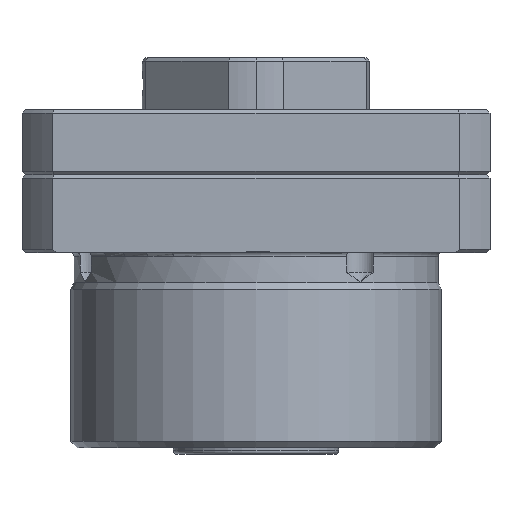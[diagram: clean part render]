
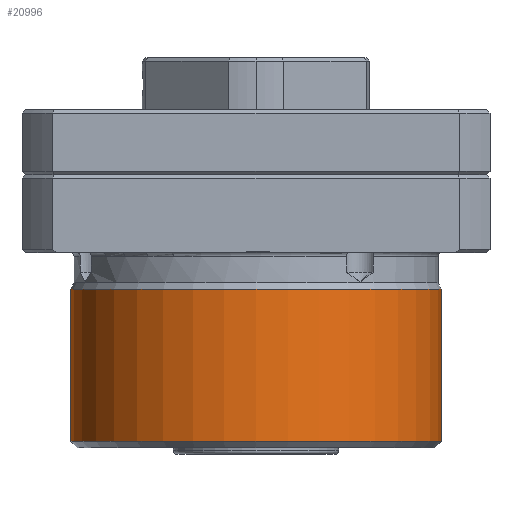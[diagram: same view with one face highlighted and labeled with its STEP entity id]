
A CAD part, front view. The second image highlights one B-rep face of the part: STEP entity #20996.
In plain terms, the highlighted cylindrical face has radius 28.5 mm (diameter 57 mm), a partial arc.
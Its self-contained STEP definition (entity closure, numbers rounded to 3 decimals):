
#13085 = CARTESIAN_POINT ( 'NONE',  ( 28.5, 0., -17.6 ) ) ;
#13132 = CARTESIAN_POINT ( 'NONE',  ( -28.5, 0., -17.6 ) ) ;
#13133 = DIRECTION ( 'NONE',  ( 0., 0., 1. ) ) ;
#13134 = VECTOR ( 'NONE', #13133, 1000. ) ;
#13135 = CARTESIAN_POINT ( 'NONE',  ( -28.5, 0., 29.63 ) ) ;
#13136 = LINE ( 'NONE', #13135, #13134 ) ;
#13294 = DIRECTION ( 'NONE',  ( 0., 0., 1. ) ) ;
#13295 = VECTOR ( 'NONE', #13294, 1000. ) ;
#13296 = CARTESIAN_POINT ( 'NONE',  ( 28.5, 0., 29.63 ) ) ;
#13297 = LINE ( 'NONE', #13296, #13295 ) ;
#13368 = CARTESIAN_POINT ( 'NONE',  ( 28.5, 0., -41. ) ) ;
#13374 = CARTESIAN_POINT ( 'NONE',  ( -28.5, 0., -41. ) ) ;
#14256 = DIRECTION ( 'NONE',  ( 1., 0., 0. ) ) ;
#14257 = DIRECTION ( 'NONE',  ( 0., 0., 1. ) ) ;
#14258 = CARTESIAN_POINT ( 'NONE',  ( 0., 0., -17.6 ) ) ;
#14259 = AXIS2_PLACEMENT_3D ( 'NONE', #14258, #14257, #14256 ) ;
#14260 = CIRCLE ( 'NONE', #14259, 28.5 ) ;
#14438 = DIRECTION ( 'NONE',  ( -1., 0., 0. ) ) ;
#14439 = DIRECTION ( 'NONE',  ( 0., 0., 1. ) ) ;
#14440 = CARTESIAN_POINT ( 'NONE',  ( 0., 0., -41. ) ) ;
#14441 = AXIS2_PLACEMENT_3D ( 'NONE', #14440, #14439, #14438 ) ;
#14442 = DIRECTION ( 'NONE',  ( 1., 0., 0. ) ) ;
#14443 = DIRECTION ( 'NONE',  ( 0., 0., 1. ) ) ;
#14444 = CARTESIAN_POINT ( 'NONE',  ( 0., 0., 29.63 ) ) ;
#14445 = AXIS2_PLACEMENT_3D ( 'NONE', #14444, #14443, #14442 ) ;
#14446 = CIRCLE ( 'NONE', #14441, 28.5 ) ;
#14447 = CYLINDRICAL_SURFACE ( 'NONE', #14445, 28.5 ) ;
#14448 = FACE_OUTER_BOUND ( 'NONE', #20997, .T. ) ;
#20433 = EDGE_CURVE ( 'NONE', #20538, #20434, #13136, .T. ) ;
#20434 = VERTEX_POINT ( 'NONE', #13132 ) ;
#20439 = VERTEX_POINT ( 'NONE', #13085 ) ;
#20505 = EDGE_CURVE ( 'NONE', #20540, #20439, #13297, .T. ) ;
#20538 = VERTEX_POINT ( 'NONE', #13374 ) ;
#20540 = VERTEX_POINT ( 'NONE', #13368 ) ;
#20875 = EDGE_CURVE ( 'NONE', #20434, #20439, #14260, .T. ) ;
#20996 = ADVANCED_FACE ( 'NONE', ( #14448 ), #14447, .T. ) ;
#20997 = EDGE_LOOP ( 'NONE', ( #20998, #20999, #21001, #21002 ) ) ;
#20998 = ORIENTED_EDGE ( 'NONE', *, *, #20433, .F. ) ;
#20999 = ORIENTED_EDGE ( 'NONE', *, *, #21000, .T. ) ;
#21000 = EDGE_CURVE ( 'NONE', #20538, #20540, #14446, .T. ) ;
#21001 = ORIENTED_EDGE ( 'NONE', *, *, #20505, .T. ) ;
#21002 = ORIENTED_EDGE ( 'NONE', *, *, #20875, .F. ) ;
